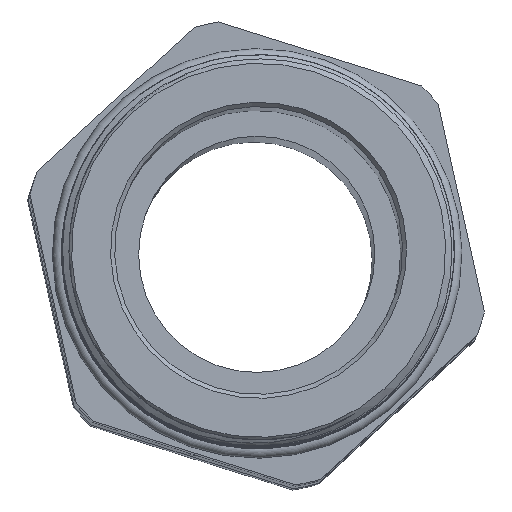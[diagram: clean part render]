
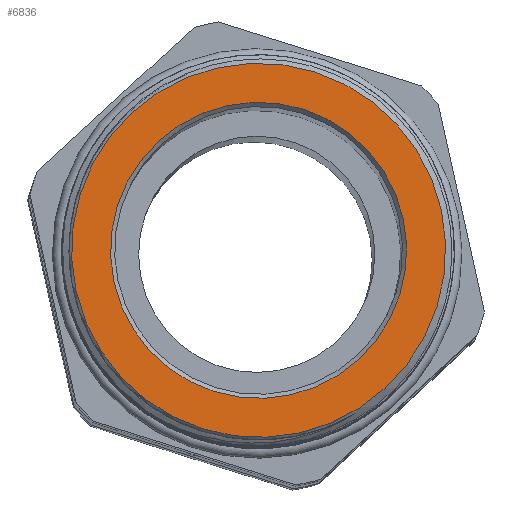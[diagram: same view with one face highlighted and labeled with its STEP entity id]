
A CAD part, front view. The second image highlights one B-rep face of the part: STEP entity #6836.
In plain terms, the highlighted face is planar.
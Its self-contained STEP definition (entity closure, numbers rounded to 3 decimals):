
#213=FACE_BOUND('',#1363,.T.);
#590=CIRCLE('',#7792,17.7);
#592=CIRCLE('',#7796,22.364);
#968=FACE_OUTER_BOUND('',#1362,.T.);
#1362=EDGE_LOOP('',(#5977));
#1363=EDGE_LOOP('',(#5978));
#2988=VERTEX_POINT('',#12690);
#2990=VERTEX_POINT('',#12696);
#4008=EDGE_CURVE('',#2988,#2988,#590,.T.);
#4010=EDGE_CURVE('',#2990,#2990,#592,.T.);
#5977=ORIENTED_EDGE('',*,*,#4010,.T.);
#5978=ORIENTED_EDGE('',*,*,#4008,.F.);
#6499=PLANE('',#7795);
#6836=ADVANCED_FACE('',(#968,#213),#6499,.T.);
#7792=AXIS2_PLACEMENT_3D('',#12691,#9776,#9777);
#7795=AXIS2_PLACEMENT_3D('',#12695,#9782,#9783);
#7796=AXIS2_PLACEMENT_3D('',#12697,#9784,#9785);
#9776=DIRECTION('center_axis',(0.,1.,0.));
#9777=DIRECTION('ref_axis',(0.,0.,1.));
#9782=DIRECTION('center_axis',(0.,1.,0.));
#9783=DIRECTION('ref_axis',(0.,0.,1.));
#9784=DIRECTION('center_axis',(0.,1.,0.));
#9785=DIRECTION('ref_axis',(0.,0.,-1.));
#12690=CARTESIAN_POINT('',(0.,0.,-17.7));
#12691=CARTESIAN_POINT('Origin',(0.,0.,0.));
#12695=CARTESIAN_POINT('Origin',(0.,0.,-22.664));
#12696=CARTESIAN_POINT('',(0.,0.,-22.364));
#12697=CARTESIAN_POINT('Origin',(0.,0.,0.));
